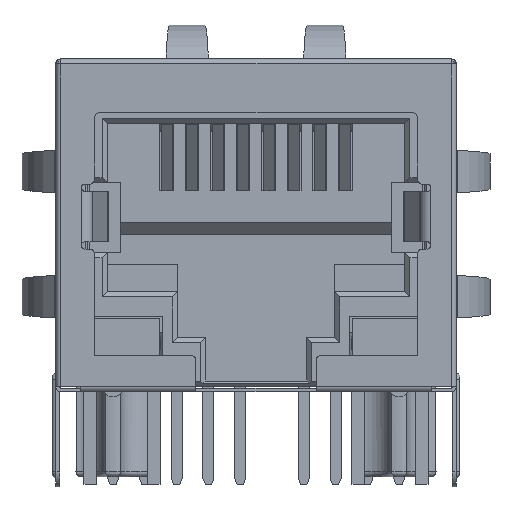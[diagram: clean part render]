
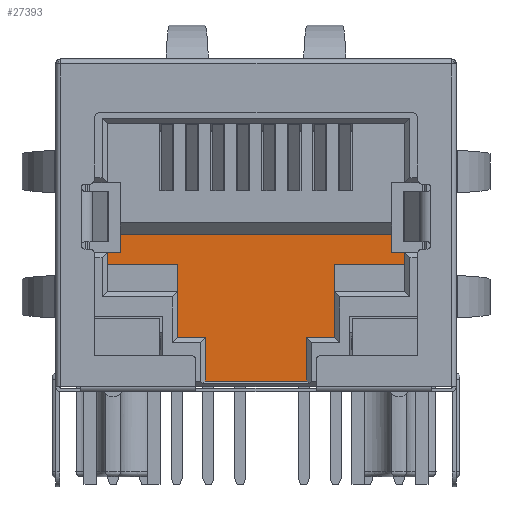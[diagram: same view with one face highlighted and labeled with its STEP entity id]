
A CAD part, front view. The second image highlights one B-rep face of the part: STEP entity #27393.
In plain terms, the highlighted planar face has unit normal (0, -1, 0).
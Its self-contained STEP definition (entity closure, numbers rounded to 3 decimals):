
#2884=ORIENTED_EDGE('',*,*,#10286,.F.);
#2885=ORIENTED_EDGE('',*,*,#10181,.T.);
#2886=ORIENTED_EDGE('',*,*,#10219,.F.);
#2887=ORIENTED_EDGE('',*,*,#10136,.F.);
#2888=ORIENTED_EDGE('',*,*,#10185,.F.);
#2889=ORIENTED_EDGE('',*,*,#10217,.F.);
#2890=ORIENTED_EDGE('',*,*,#10387,.T.);
#2891=ORIENTED_EDGE('',*,*,#10215,.T.);
#2892=ORIENTED_EDGE('',*,*,#10203,.F.);
#2893=ORIENTED_EDGE('',*,*,#10128,.T.);
#2894=ORIENTED_EDGE('',*,*,#10221,.T.);
#2895=ORIENTED_EDGE('',*,*,#10210,.T.);
#2896=ORIENTED_EDGE('',*,*,#10282,.T.);
#2897=ORIENTED_EDGE('',*,*,#10285,.T.);
#2898=ORIENTED_EDGE('',*,*,#9666,.T.);
#2899=ORIENTED_EDGE('',*,*,#10116,.T.);
#2900=ORIENTED_EDGE('',*,*,#10171,.T.);
#2901=ORIENTED_EDGE('',*,*,#10173,.T.);
#2902=ORIENTED_EDGE('',*,*,#9630,.T.);
#2903=ORIENTED_EDGE('',*,*,#10288,.F.);
#9630=EDGE_CURVE('',#13751,#13752,#16426,.T.);
#9666=EDGE_CURVE('',#13788,#13787,#16462,.T.);
#10116=EDGE_CURVE('',#13787,#14165,#16864,.T.);
#10128=EDGE_CURVE('',#14172,#14171,#16876,.T.);
#10136=EDGE_CURVE('',#14178,#14179,#16884,.T.);
#10171=EDGE_CURVE('',#14165,#14195,#16919,.T.);
#10173=EDGE_CURVE('',#14195,#13751,#16921,.T.);
#10181=EDGE_CURVE('',#14196,#14200,#16929,.T.);
#10185=EDGE_CURVE('',#14201,#14178,#16933,.T.);
#10203=EDGE_CURVE('',#14172,#14210,#16951,.T.);
#10210=EDGE_CURVE('',#14213,#14212,#16958,.T.);
#10215=EDGE_CURVE('',#14215,#14210,#16963,.T.);
#10217=EDGE_CURVE('',#14216,#14201,#16965,.T.);
#10219=EDGE_CURVE('',#14179,#14200,#16967,.T.);
#10221=EDGE_CURVE('',#14171,#14213,#16969,.T.);
#10282=EDGE_CURVE('',#14212,#14224,#17030,.T.);
#10285=EDGE_CURVE('',#14224,#13788,#17033,.T.);
#10286=EDGE_CURVE('',#14196,#14225,#17034,.T.);
#10288=EDGE_CURVE('',#14225,#13752,#17036,.T.);
#10387=EDGE_CURVE('',#14216,#14215,#17107,.T.);
#13751=VERTEX_POINT('',#42194);
#13752=VERTEX_POINT('',#42195);
#13787=VERTEX_POINT('',#42265);
#13788=VERTEX_POINT('',#42267);
#14165=VERTEX_POINT('',#43198);
#14171=VERTEX_POINT('',#43218);
#14172=VERTEX_POINT('',#43220);
#14178=VERTEX_POINT('',#43236);
#14179=VERTEX_POINT('',#43237);
#14195=VERTEX_POINT('',#43305);
#14196=VERTEX_POINT('',#43313);
#14200=VERTEX_POINT('',#43322);
#14201=VERTEX_POINT('',#43329);
#14210=VERTEX_POINT('',#43362);
#14212=VERTEX_POINT('',#43371);
#14213=VERTEX_POINT('',#43373);
#14215=VERTEX_POINT('',#43379);
#14216=VERTEX_POINT('',#43384);
#14224=VERTEX_POINT('',#43504);
#14225=VERTEX_POINT('',#43512);
#16426=LINE('',#42193,#19645);
#16462=LINE('',#42266,#19681);
#16864=LINE('',#43199,#20083);
#16876=LINE('',#43219,#20095);
#16884=LINE('',#43235,#20103);
#16919=LINE('',#43306,#20138);
#16921=LINE('',#43309,#20140);
#16929=LINE('',#43323,#20148);
#16933=LINE('',#43330,#20152);
#16951=LINE('',#43361,#20170);
#16958=LINE('',#43372,#20177);
#16963=LINE('',#43381,#20182);
#16965=LINE('',#43385,#20184);
#16967=LINE('',#43388,#20186);
#16969=LINE('',#43392,#20188);
#17030=LINE('',#43503,#20249);
#17033=LINE('',#43509,#20252);
#17034=LINE('',#43511,#20253);
#17036=LINE('',#43515,#20255);
#17107=LINE('',#43794,#20326);
#19645=VECTOR('',#35180,1000.);
#19681=VECTOR('',#35216,1000.);
#20083=VECTOR('',#35844,1000.);
#20095=VECTOR('',#35860,1000.);
#20103=VECTOR('',#35872,1000.);
#20138=VECTOR('',#35943,1000.);
#20140=VECTOR('',#35947,1000.);
#20148=VECTOR('',#35957,1000.);
#20152=VECTOR('',#35965,1000.);
#20170=VECTOR('',#35993,1000.);
#20177=VECTOR('',#36002,1000.);
#20182=VECTOR('',#36009,1000.);
#20184=VECTOR('',#36013,1000.);
#20186=VECTOR('',#36017,1000.);
#20188=VECTOR('',#36023,1000.);
#20249=VECTOR('',#36170,1000.);
#20252=VECTOR('',#36177,1000.);
#20253=VECTOR('',#36180,1000.);
#20255=VECTOR('',#36184,1000.);
#20326=VECTOR('',#36479,1000.);
#23130=EDGE_LOOP('',(#2884,#2885,#2886,#2887,#2888,#2889,#2890,#2891,#2892,
#2893,#2894,#2895,#2896,#2897,#2898,#2899,#2900,#2901,#2902,#2903));
#24680=FACE_BOUND('',#23130,.T.);
#26190=PLANE('',#33589);
#27393=ADVANCED_FACE('',(#24680),#26190,.F.);
#33589=AXIS2_PLACEMENT_3D('',#43795,#36480,#36481);
#35180=DIRECTION('',(-1.,0.,0.));
#35216=DIRECTION('',(-1.,0.,0.));
#35844=DIRECTION('',(0.,0.,-1.));
#35860=DIRECTION('',(0.,0.,-1.));
#35872=DIRECTION('',(0.,0.,-1.));
#35943=DIRECTION('',(1.,0.,0.));
#35947=DIRECTION('',(0.,0.,1.));
#35957=DIRECTION('',(0.,0.,1.));
#35965=DIRECTION('',(1.,0.,0.));
#35993=DIRECTION('',(1.,0.,0.));
#36002=DIRECTION('',(0.,0.,-1.));
#36009=DIRECTION('',(0.,0.,-1.));
#36013=DIRECTION('',(0.,0.,-1.));
#36017=DIRECTION('',(-1.,0.,0.));
#36023=DIRECTION('',(1.,0.,0.));
#36170=DIRECTION('',(1.,0.,0.));
#36177=DIRECTION('',(0.,0.,-1.));
#36180=DIRECTION('',(-1.,0.,0.));
#36184=DIRECTION('',(0.,0.,-1.));
#36479=DIRECTION('',(-1.,0.,0.));
#36480=DIRECTION('',(0.,1.,0.));
#36481=DIRECTION('',(0.,0.,1.));
#42193=CARTESIAN_POINT('',(2.03,0.911,-5.8));
#42194=CARTESIAN_POINT('',(2.03,0.911,-5.8));
#42195=CARTESIAN_POINT('',(2.025,0.911,-5.8));
#42265=CARTESIAN_POINT('',(-2.03,0.911,-5.8));
#42266=CARTESIAN_POINT('',(2.03,0.911,-5.8));
#42267=CARTESIAN_POINT('',(-2.025,0.911,-5.8));
#43198=CARTESIAN_POINT('',(-2.03,0.911,-6.17));
#43199=CARTESIAN_POINT('',(-2.03,0.911,-5.8));
#43218=CARTESIAN_POINT('',(-5.95,0.911,-1.53));
#43219=CARTESIAN_POINT('',(-5.95,0.911,-0.31));
#43220=CARTESIAN_POINT('',(-5.95,0.911,-1.04));
#43235=CARTESIAN_POINT('',(5.95,0.911,-0.31));
#43236=CARTESIAN_POINT('',(5.95,0.911,-1.04));
#43237=CARTESIAN_POINT('',(5.95,0.911,-1.53));
#43305=CARTESIAN_POINT('',(2.03,0.911,-6.17));
#43306=CARTESIAN_POINT('',(-2.03,0.911,-6.17));
#43309=CARTESIAN_POINT('',(2.03,0.911,-6.17));
#43313=CARTESIAN_POINT('',(3.15,0.911,-4.42));
#43322=CARTESIAN_POINT('',(3.15,0.911,-1.53));
#43323=CARTESIAN_POINT('',(3.15,0.911,-4.42));
#43329=CARTESIAN_POINT('',(5.425,0.911,-1.04));
#43330=CARTESIAN_POINT('',(5.95,0.911,-1.04));
#43361=CARTESIAN_POINT('',(-6.725,0.911,-1.04));
#43362=CARTESIAN_POINT('',(-5.425,0.911,-1.04));
#43371=CARTESIAN_POINT('',(-3.15,0.911,-4.42));
#43372=CARTESIAN_POINT('',(-3.15,0.911,-1.53));
#43373=CARTESIAN_POINT('',(-3.15,0.911,-1.53));
#43379=CARTESIAN_POINT('',(-5.425,0.911,-0.31));
#43381=CARTESIAN_POINT('',(-5.425,0.911,1.76));
#43384=CARTESIAN_POINT('',(5.425,0.911,-0.31));
#43385=CARTESIAN_POINT('',(5.425,0.911,1.76));
#43388=CARTESIAN_POINT('',(5.95,0.911,-1.53));
#43392=CARTESIAN_POINT('',(-5.95,0.911,-1.53));
#43503=CARTESIAN_POINT('',(-2.025,0.911,-4.42));
#43504=CARTESIAN_POINT('',(-2.025,0.911,-4.42));
#43509=CARTESIAN_POINT('',(-2.025,0.911,-5.8));
#43511=CARTESIAN_POINT('',(2.025,0.911,-4.42));
#43512=CARTESIAN_POINT('',(2.025,0.911,-4.42));
#43515=CARTESIAN_POINT('',(2.025,0.911,-5.8));
#43794=CARTESIAN_POINT('',(5.95,0.911,-0.31));
#43795=CARTESIAN_POINT('',(5.95,0.911,-0.31));
